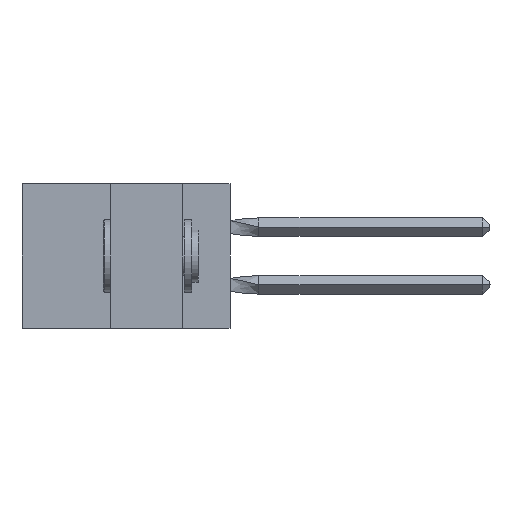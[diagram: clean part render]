
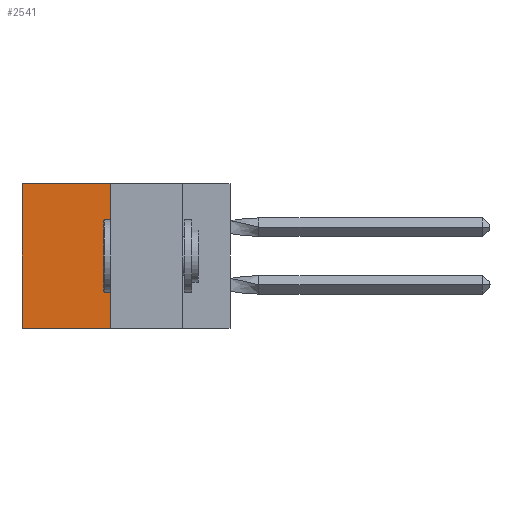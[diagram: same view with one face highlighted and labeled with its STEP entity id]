
A CAD part, left-side view. The second image highlights one B-rep face of the part: STEP entity #2541.
In plain terms, the highlighted planar face has unit normal (-1, 0, 0).
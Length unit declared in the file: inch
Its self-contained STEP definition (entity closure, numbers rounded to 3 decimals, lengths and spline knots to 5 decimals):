
#12 = VERTEX_POINT ( 'NONE', #7730 ) ;
#207 = ORIENTED_EDGE ( 'NONE', *, *, #10031, .T. ) ;
#315 = CARTESIAN_POINT ( 'NONE',  ( 0.305, 0.413, 0. ) ) ;
#604 = ORIENTED_EDGE ( 'NONE', *, *, #2394, .F. ) ;
#1692 = VECTOR ( 'NONE', #3196, 39.37008 ) ;
#1742 = VERTEX_POINT ( 'NONE', #2653 ) ;
#1759 = CARTESIAN_POINT ( 'NONE',  ( 0.305, 0.413, -0.5 ) ) ;
#2169 = VERTEX_POINT ( 'NONE', #5172 ) ;
#2394 = EDGE_CURVE ( 'NONE', #2169, #3846, #3962, .T. ) ;
#2541 = ADVANCED_FACE ( 'NONE', ( #7049 ), #15174, .F. ) ;
#2653 = CARTESIAN_POINT ( 'NONE',  ( 0.305, 0.72, -0.5 ) ) ;
#2840 = DIRECTION ( 'NONE',  ( 0., 1., 0. ) ) ;
#3196 = DIRECTION ( 'NONE',  ( 0., 0., -1. ) ) ;
#3846 = VERTEX_POINT ( 'NONE', #8111 ) ;
#3962 = LINE ( 'NONE', #1759, #1692 ) ;
#5036 = EDGE_CURVE ( 'NONE', #3846, #1742, #7163, .T. ) ;
#5172 = CARTESIAN_POINT ( 'NONE',  ( 0.305, 0.413, 0. ) ) ;
#5427 = ORIENTED_EDGE ( 'NONE', *, *, #15630, .T. ) ;
#5488 = ORIENTED_EDGE ( 'NONE', *, *, #5036, .F. ) ;
#5850 = EDGE_LOOP ( 'NONE', ( #207, #5488, #604, #5427 ) ) ;
#6456 = CARTESIAN_POINT ( 'NONE',  ( 0.305, 0.72, -0.5 ) ) ;
#6471 = VECTOR ( 'NONE', #2840, 39.37008 ) ;
#7049 = FACE_OUTER_BOUND ( 'NONE', #5850, .T. ) ;
#7163 = LINE ( 'NONE', #14687, #12279 ) ;
#7177 = DIRECTION ( 'NONE',  ( 0., 0., -1. ) ) ;
#7261 = LINE ( 'NONE', #6456, #15432 ) ;
#7730 = CARTESIAN_POINT ( 'NONE',  ( 0.305, 0.72, 0. ) ) ;
#8111 = CARTESIAN_POINT ( 'NONE',  ( 0.305, 0.413, -0.5 ) ) ;
#8118 = LINE ( 'NONE', #315, #6471 ) ;
#9783 = DIRECTION ( 'NONE',  ( 1., 0., 0. ) ) ;
#10031 = EDGE_CURVE ( 'NONE', #12, #1742, #7261, .T. ) ;
#10973 = DIRECTION ( 'NONE',  ( 0., 1., 0. ) ) ;
#12279 = VECTOR ( 'NONE', #10973, 39.37008 ) ;
#13801 = AXIS2_PLACEMENT_3D ( 'NONE', #15004, #9783, #7177 ) ;
#14353 = DIRECTION ( 'NONE',  ( 0., 0., -1. ) ) ;
#14687 = CARTESIAN_POINT ( 'NONE',  ( 0.305, 0.413, -0.5 ) ) ;
#15004 = CARTESIAN_POINT ( 'NONE',  ( 0.305, 0.413, -0.5 ) ) ;
#15174 = PLANE ( 'NONE',  #13801 ) ;
#15432 = VECTOR ( 'NONE', #14353, 39.37008 ) ;
#15630 = EDGE_CURVE ( 'NONE', #2169, #12, #8118, .T. ) ;
